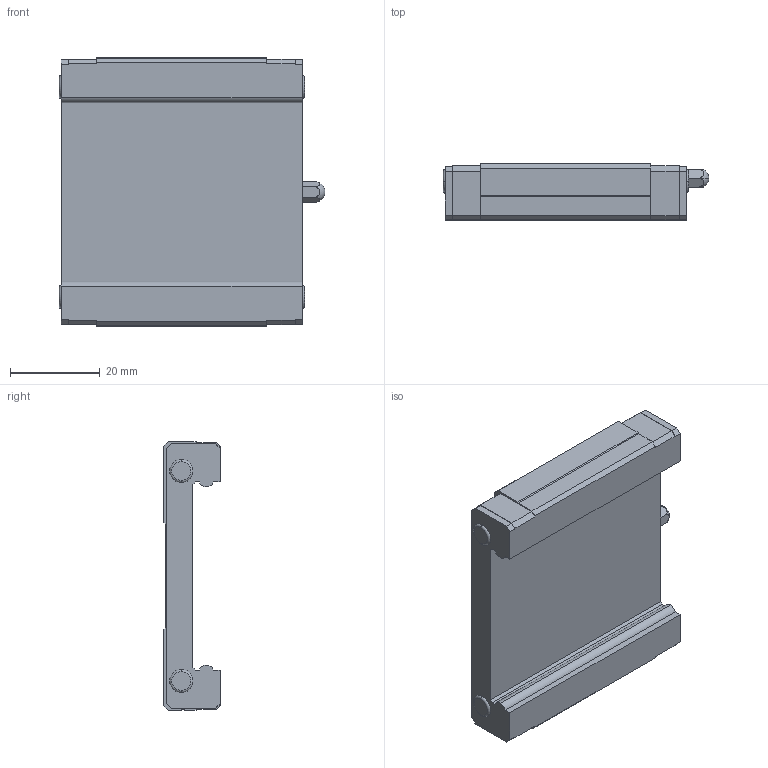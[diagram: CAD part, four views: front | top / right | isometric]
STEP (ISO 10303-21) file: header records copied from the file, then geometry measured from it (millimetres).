
FILE_DESCRIPTION (( 'STEP AP203' ), '1' );
FILE_NAME ('mgw15c.STEP', '2007-10-22T12:31:54', ( 'HIWIN GmbH' ), ( '77654 Offenburg' ), 'SwSTEP 2.0', 'SolidWorks 2006104', '' );
FILE_SCHEMA (( 'CONFIG_CONTROL_DESIGN' ));
Length unit declared in the file: millimetre
Products named in the file (1): mgw15c
Bounding box: 59.35 x 12.6 x 60 mm (x, y, z)
Volume: 25877.4 mm3; surface area: 9654.4 mm2
Topology: 1 solids, 1 shells, 99 faces, 266 edges, 170 vertices
Faces by surface type: plane 69, cylinder 12, torus 8, cone 8, sphere 2
Entity records: 3096 total; most frequent: CARTESIAN_POINT 528, ORIENTED_EDGE 516, DIRECTION 513, EDGE_CURVE 258, VECTOR 203, LINE 203, VERTEX_POINT 170, AXIS2_PLACEMENT_3D 155
